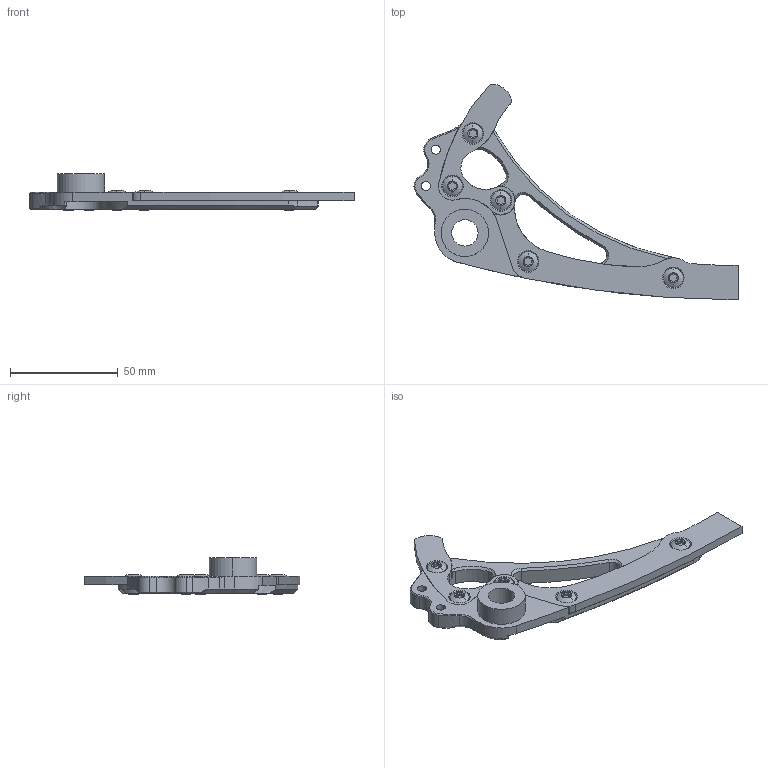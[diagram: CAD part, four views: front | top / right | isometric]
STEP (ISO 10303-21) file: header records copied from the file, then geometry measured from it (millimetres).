
FILE_DESCRIPTION (( 'STEP AP214' ), '1' );
FILE_NAME ('PA4123_PA4107.STEP', '2018-09-12T20:24:56', ( 'JeffCAD' ), ( 'Microsoft' ), 'SwSTEP 2.0', 'SolidWorks 2018', '' );
FILE_SCHEMA (( 'AUTOMOTIVE_DESIGN' ));
Length unit declared in the file: inch
Products named in the file (7): PD000UR; M5x8OHCS_90258A246; PD000LR_Display; Part1^PA4123_PA4107; Part2^PA4123_PA4107; PA4123_PA4107; PA4123
Assembly tree (8 placements, depth 2):
  Part1^PA4123_PA4107
  Part2^PA4123_PA4107
  PA4123_PA4107
    PD000LR_Display
    PD000UR
    PA4123
    M5x8OHCS_90258A246  x5
Bounding box: 150.52 x 100.17 x 16.9 mm (x, y, z)
Volume: 33517.7 mm3; surface area: 21472.9 mm2
Topology: 8 solids, 8 shells, 600 faces, 1572 edges, 985 vertices
Faces by surface type: cylinder 326, cone 224, plane 30, torus 10, sphere 10
Entity records: 9699 total; most frequent: CARTESIAN_POINT 2573, DIRECTION 1520, ORIENTED_EDGE 1436, EDGE_CURVE 718, AXIS2_PLACEMENT_3D 631, VERTEX_POINT 457, CIRCLE 352, EDGE_LOOP 299
